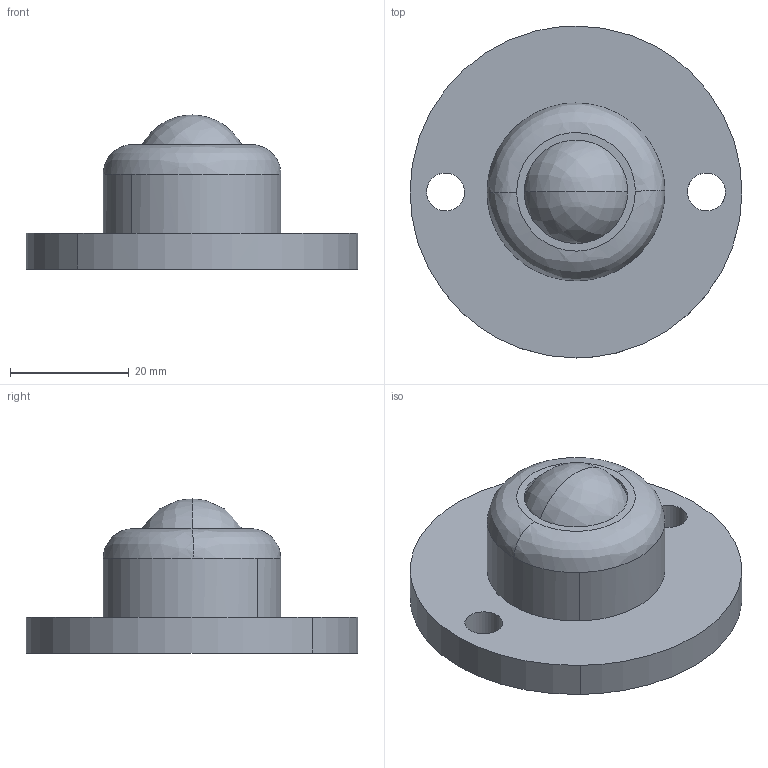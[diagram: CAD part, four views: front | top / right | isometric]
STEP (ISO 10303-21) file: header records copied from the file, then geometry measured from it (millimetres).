
FILE_DESCRIPTION((''),'2;1');
FILE_NAME('','2009-01-19T13:47:04',(''),(''),'','CADfix','');
FILE_SCHEMA(('AUTOMOTIVE_DESIGN { 1 0 10303 214 1 1 1 1 }'));
Length unit declared in the file: millimetre
Bounding box: 56 x 56 x 26 mm (x, y, z)
Volume: 17913.8 mm3; surface area: 11140.8 mm2
Topology: 2 solids, 2 shells, 84 faces, 472 edges, 400 vertices
Faces by surface type: bspline 84
Entity records: 6958 total; most frequent: CARTESIAN_POINT 4272, ORIENTED_EDGE 944, EDGE_CURVE 472, VERTEX_POINT 400, B_SPLINE_CURVE_WITH_KNOTS 392, EDGE_LOOP 134, FACE_OUTER_BOUND 84, ADVANCED_FACE 84
